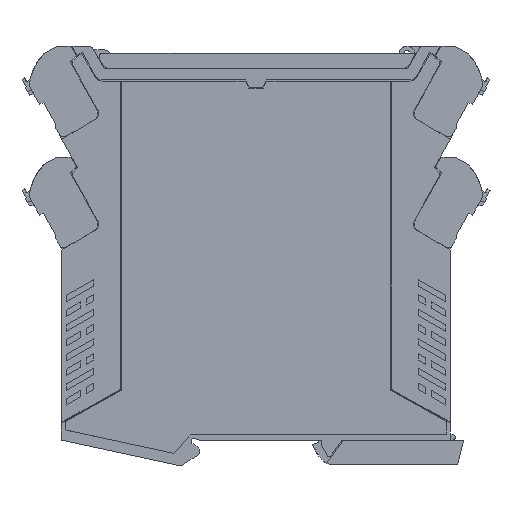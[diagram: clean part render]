
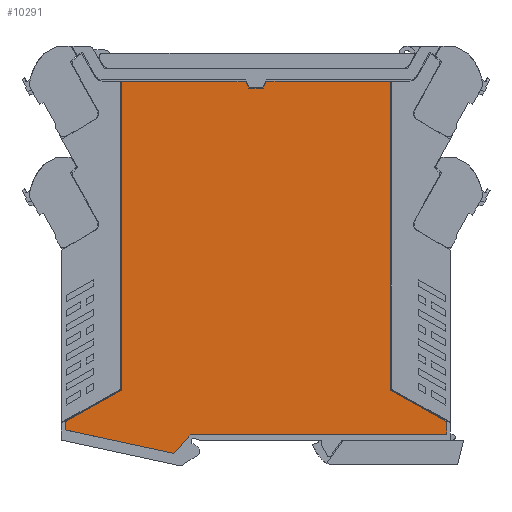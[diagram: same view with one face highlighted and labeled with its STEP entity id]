
A CAD part, left-side view. The second image highlights one B-rep face of the part: STEP entity #10291.
In plain terms, the highlighted planar face has unit normal (-1, 0, 0).
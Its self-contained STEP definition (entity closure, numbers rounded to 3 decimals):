
#10269=AXIS2_PLACEMENT_3D('Plane Axis2P3D',#10266,#10267,#10268) ;
#6618=CARTESIAN_POINT('Vertex',(0.,11.73,12.04)) ;
#6621=CARTESIAN_POINT('Line Origine',(0.,11.73,10.332)) ;
#6625=CARTESIAN_POINT('Vertex',(0.,11.73,8.624)) ;
#6641=CARTESIAN_POINT('Line Origine',(0.,63.598,8.624)) ;
#6645=CARTESIAN_POINT('Vertex',(0.,81.289,8.624)) ;
#6661=CARTESIAN_POINT('Line Origine',(0.,83.805,5.745)) ;
#6665=CARTESIAN_POINT('Vertex',(0.,85.842,3.413)) ;
#6667=CARTESIAN_POINT('Vertex',(0.,81.767,8.077)) ;
#6675=CARTESIAN_POINT('Line Origine',(0.,81.526,8.353)) ;
#6679=CARTESIAN_POINT('Vertex',(0.,81.762,8.082)) ;
#6682=CARTESIAN_POINT('Line Origine',(0.,81.765,8.079)) ;
#6699=CARTESIAN_POINT('Line Origine',(0.,100.618,6.592)) ;
#6703=CARTESIAN_POINT('Vertex',(0.,115.395,9.771)) ;
#6723=CARTESIAN_POINT('Line Origine',(0.,115.395,10.906)) ;
#6727=CARTESIAN_POINT('Vertex',(0.,115.395,12.04)) ;
#6743=CARTESIAN_POINT('Line Origine',(0.,107.778,16.305)) ;
#6747=CARTESIAN_POINT('Vertex',(0.,100.162,20.571)) ;
#6763=CARTESIAN_POINT('Line Origine',(0.,100.162,62.547)) ;
#6767=CARTESIAN_POINT('Vertex',(0.,100.162,104.524)) ;
#6783=CARTESIAN_POINT('Line Origine',(0.,68.143,104.524)) ;
#6787=CARTESIAN_POINT('Vertex',(0.,66.393,104.524)) ;
#6789=CARTESIAN_POINT('Vertex',(0.,69.893,104.524)) ;
#6797=CARTESIAN_POINT('Line Origine',(0.,85.028,104.524)) ;
#6816=CARTESIAN_POINT('Line Origine',(0.,65.95,103.574)) ;
#6820=CARTESIAN_POINT('Vertex',(0.,65.507,102.624)) ;
#6840=CARTESIAN_POINT('Vertex',(0.,61.618,102.624)) ;
#6843=CARTESIAN_POINT('Line Origine',(0.,63.562,102.624)) ;
#6861=CARTESIAN_POINT('Line Origine',(0.,61.175,103.574)) ;
#6865=CARTESIAN_POINT('Vertex',(0.,60.732,104.524)) ;
#6881=CARTESIAN_POINT('Line Origine',(0.,42.097,104.524)) ;
#6885=CARTESIAN_POINT('Vertex',(0.,26.962,104.524)) ;
#6887=CARTESIAN_POINT('Vertex',(0.,57.232,104.524)) ;
#6895=CARTESIAN_POINT('Line Origine',(0.,58.982,104.524)) ;
#6909=CARTESIAN_POINT('Line Origine',(0.,26.962,62.547)) ;
#6913=CARTESIAN_POINT('Vertex',(0.,26.962,20.571)) ;
#6929=CARTESIAN_POINT('Line Origine',(0.,19.346,16.305)) ;
#10266=CARTESIAN_POINT('Axis2P3D Location',(0.,63.562,7.024)) ;
#6622=DIRECTION('Vector Direction',(0.,0.,1.)) ;
#6642=DIRECTION('Vector Direction',(0.,1.,0.)) ;
#6662=DIRECTION('Vector Direction',(0.,-0.658,0.753)) ;
#6676=DIRECTION('Vector Direction',(0.,-0.658,0.753)) ;
#6683=DIRECTION('Vector Direction',(0.,-0.658,0.753)) ;
#6700=DIRECTION('Vector Direction',(0.,-0.978,-0.21)) ;
#6724=DIRECTION('Vector Direction',(0.,0.,-1.)) ;
#6744=DIRECTION('Vector Direction',(0.,0.872,-0.489)) ;
#6764=DIRECTION('Vector Direction',(0.,0.,-1.)) ;
#6784=DIRECTION('Vector Direction',(0.,1.,0.)) ;
#6798=DIRECTION('Vector Direction',(0.,1.,0.)) ;
#6817=DIRECTION('Vector Direction',(0.,0.423,0.906)) ;
#6844=DIRECTION('Vector Direction',(0.,1.,0.)) ;
#6862=DIRECTION('Vector Direction',(0.,-0.423,0.906)) ;
#6882=DIRECTION('Vector Direction',(0.,1.,0.)) ;
#6896=DIRECTION('Vector Direction',(0.,1.,0.)) ;
#6910=DIRECTION('Vector Direction',(0.,0.,1.)) ;
#6930=DIRECTION('Vector Direction',(0.,0.872,0.489)) ;
#10267=DIRECTION('Axis2P3D Direction',(-1.,0.,0.)) ;
#10268=DIRECTION('Axis2P3D XDirection',(0.,1.,0.)) ;
#6623=VECTOR('Line Direction',#6622,1.) ;
#6643=VECTOR('Line Direction',#6642,1.) ;
#6663=VECTOR('Line Direction',#6662,1.) ;
#6677=VECTOR('Line Direction',#6676,1.) ;
#6684=VECTOR('Line Direction',#6683,1.) ;
#6701=VECTOR('Line Direction',#6700,1.) ;
#6725=VECTOR('Line Direction',#6724,1.) ;
#6745=VECTOR('Line Direction',#6744,1.) ;
#6765=VECTOR('Line Direction',#6764,1.) ;
#6785=VECTOR('Line Direction',#6784,1.) ;
#6799=VECTOR('Line Direction',#6798,1.) ;
#6818=VECTOR('Line Direction',#6817,1.) ;
#6845=VECTOR('Line Direction',#6844,1.) ;
#6863=VECTOR('Line Direction',#6862,1.) ;
#6883=VECTOR('Line Direction',#6882,1.) ;
#6897=VECTOR('Line Direction',#6896,1.) ;
#6911=VECTOR('Line Direction',#6910,1.) ;
#6931=VECTOR('Line Direction',#6930,1.) ;
#10272=ORIENTED_EDGE('',*,*,#6847,.T.) ;
#10273=ORIENTED_EDGE('',*,*,#6822,.T.) ;
#10274=ORIENTED_EDGE('',*,*,#6791,.T.) ;
#10275=ORIENTED_EDGE('',*,*,#6801,.T.) ;
#10276=ORIENTED_EDGE('',*,*,#6769,.T.) ;
#10277=ORIENTED_EDGE('',*,*,#6749,.T.) ;
#10278=ORIENTED_EDGE('',*,*,#6729,.T.) ;
#10279=ORIENTED_EDGE('',*,*,#6705,.T.) ;
#10280=ORIENTED_EDGE('',*,*,#6669,.T.) ;
#10281=ORIENTED_EDGE('',*,*,#6686,.T.) ;
#10282=ORIENTED_EDGE('',*,*,#6681,.T.) ;
#10283=ORIENTED_EDGE('',*,*,#6647,.T.) ;
#10284=ORIENTED_EDGE('',*,*,#6627,.T.) ;
#10285=ORIENTED_EDGE('',*,*,#6933,.T.) ;
#10286=ORIENTED_EDGE('',*,*,#6915,.T.) ;
#10287=ORIENTED_EDGE('',*,*,#6889,.T.) ;
#10288=ORIENTED_EDGE('',*,*,#6899,.T.) ;
#10289=ORIENTED_EDGE('',*,*,#6867,.T.) ;
#10291=ADVANCED_FACE('GEHAEUSE',(#10290),#10270,.T.) ;
#6627=EDGE_CURVE('',#6626,#6619,#6624,.T.) ;
#6647=EDGE_CURVE('',#6646,#6626,#6644,.F.) ;
#6669=EDGE_CURVE('',#6666,#6668,#6664,.T.) ;
#6681=EDGE_CURVE('',#6680,#6646,#6678,.T.) ;
#6686=EDGE_CURVE('',#6668,#6680,#6685,.T.) ;
#6705=EDGE_CURVE('',#6704,#6666,#6702,.T.) ;
#6729=EDGE_CURVE('',#6728,#6704,#6726,.T.) ;
#6749=EDGE_CURVE('',#6748,#6728,#6746,.T.) ;
#6769=EDGE_CURVE('',#6768,#6748,#6766,.T.) ;
#6791=EDGE_CURVE('',#6788,#6790,#6786,.T.) ;
#6801=EDGE_CURVE('',#6790,#6768,#6800,.T.) ;
#6822=EDGE_CURVE('',#6821,#6788,#6819,.T.) ;
#6847=EDGE_CURVE('',#6841,#6821,#6846,.T.) ;
#6867=EDGE_CURVE('',#6866,#6841,#6864,.F.) ;
#6889=EDGE_CURVE('',#6886,#6888,#6884,.T.) ;
#6899=EDGE_CURVE('',#6888,#6866,#6898,.T.) ;
#6915=EDGE_CURVE('',#6914,#6886,#6912,.T.) ;
#6933=EDGE_CURVE('',#6619,#6914,#6932,.T.) ;
#10271=EDGE_LOOP('',(#10272,#10273,#10274,#10275,#10276,#10277,#10278,#10279,#10280,#10281,#10282,#10283,#10284,#10285,#10286,#10287,#10288,#10289)) ;
#10290=FACE_OUTER_BOUND('',#10271,.T.) ;
#6624=LINE('Line',#6621,#6623) ;
#6644=LINE('Line',#6641,#6643) ;
#6664=LINE('Line',#6661,#6663) ;
#6678=LINE('Line',#6675,#6677) ;
#6685=LINE('Line',#6682,#6684) ;
#6702=LINE('Line',#6699,#6701) ;
#6726=LINE('Line',#6723,#6725) ;
#6746=LINE('Line',#6743,#6745) ;
#6766=LINE('Line',#6763,#6765) ;
#6786=LINE('Line',#6783,#6785) ;
#6800=LINE('Line',#6797,#6799) ;
#6819=LINE('Line',#6816,#6818) ;
#6846=LINE('Line',#6843,#6845) ;
#6864=LINE('Line',#6861,#6863) ;
#6884=LINE('Line',#6881,#6883) ;
#6898=LINE('Line',#6895,#6897) ;
#6912=LINE('Line',#6909,#6911) ;
#6932=LINE('Line',#6929,#6931) ;
#10270=PLANE('',#10269) ;
#6619=VERTEX_POINT('',#6618) ;
#6626=VERTEX_POINT('',#6625) ;
#6646=VERTEX_POINT('',#6645) ;
#6666=VERTEX_POINT('',#6665) ;
#6668=VERTEX_POINT('',#6667) ;
#6680=VERTEX_POINT('',#6679) ;
#6704=VERTEX_POINT('',#6703) ;
#6728=VERTEX_POINT('',#6727) ;
#6748=VERTEX_POINT('',#6747) ;
#6768=VERTEX_POINT('',#6767) ;
#6788=VERTEX_POINT('',#6787) ;
#6790=VERTEX_POINT('',#6789) ;
#6821=VERTEX_POINT('',#6820) ;
#6841=VERTEX_POINT('',#6840) ;
#6866=VERTEX_POINT('',#6865) ;
#6886=VERTEX_POINT('',#6885) ;
#6888=VERTEX_POINT('',#6887) ;
#6914=VERTEX_POINT('',#6913) ;
